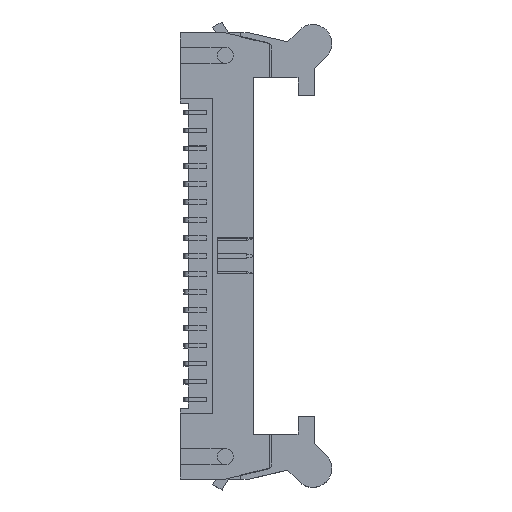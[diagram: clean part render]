
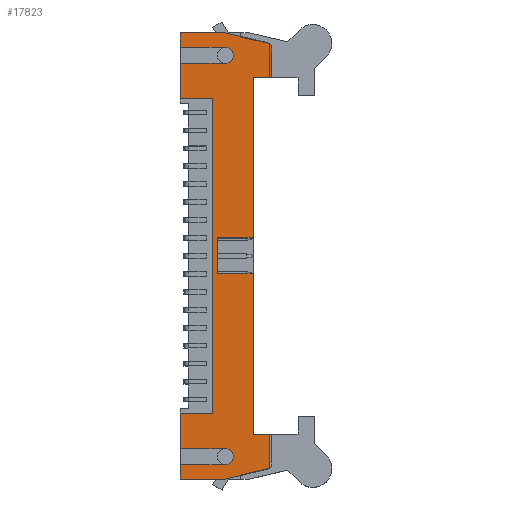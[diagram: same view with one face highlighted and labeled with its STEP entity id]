
A CAD part, top view. The second image highlights one B-rep face of the part: STEP entity #17823.
In plain terms, the highlighted face is planar.
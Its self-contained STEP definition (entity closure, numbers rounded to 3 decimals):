
#91=CIRCLE('',#19193,0.75);
#93=CIRCLE('',#19216,0.9);
#94=CIRCLE('',#19222,0.75);
#95=CIRCLE('',#19223,0.9);
#2430=ORIENTED_EDGE('',*,*,#6643,.F.);
#2431=ORIENTED_EDGE('',*,*,#6518,.F.);
#2432=ORIENTED_EDGE('',*,*,#6604,.F.);
#2433=ORIENTED_EDGE('',*,*,#6600,.F.);
#2434=ORIENTED_EDGE('',*,*,#6598,.F.);
#2435=ORIENTED_EDGE('',*,*,#6559,.F.);
#2436=ORIENTED_EDGE('',*,*,#6595,.F.);
#2437=ORIENTED_EDGE('',*,*,#6592,.F.);
#2438=ORIENTED_EDGE('',*,*,#6583,.F.);
#2439=ORIENTED_EDGE('',*,*,#6652,.F.);
#2440=ORIENTED_EDGE('',*,*,#6653,.T.);
#2441=ORIENTED_EDGE('',*,*,#6654,.T.);
#2442=ORIENTED_EDGE('',*,*,#6646,.F.);
#2443=ORIENTED_EDGE('',*,*,#6577,.F.);
#2444=ORIENTED_EDGE('',*,*,#6574,.F.);
#2445=ORIENTED_EDGE('',*,*,#6655,.F.);
#2446=ORIENTED_EDGE('',*,*,#6650,.F.);
#2447=ORIENTED_EDGE('',*,*,#6656,.F.);
#2448=ORIENTED_EDGE('',*,*,#6639,.F.);
#2449=ORIENTED_EDGE('',*,*,#6657,.F.);
#2450=ORIENTED_EDGE('',*,*,#6658,.F.);
#2451=ORIENTED_EDGE('',*,*,#6659,.F.);
#2452=ORIENTED_EDGE('',*,*,#6635,.F.);
#2453=ORIENTED_EDGE('',*,*,#6550,.F.);
#2454=ORIENTED_EDGE('',*,*,#6472,.F.);
#2455=ORIENTED_EDGE('',*,*,#6469,.T.);
#2456=ORIENTED_EDGE('',*,*,#6606,.F.);
#2457=ORIENTED_EDGE('',*,*,#6522,.F.);
#6469=EDGE_CURVE('',#8721,#8720,#10610,.T.);
#6472=EDGE_CURVE('',#8721,#8723,#10613,.T.);
#6518=EDGE_CURVE('',#8741,#8742,#10656,.T.);
#6522=EDGE_CURVE('',#8745,#8746,#10660,.T.);
#6550=EDGE_CURVE('',#8723,#8757,#10680,.T.);
#6559=EDGE_CURVE('',#8762,#8763,#91,.T.);
#6574=EDGE_CURVE('',#8771,#8772,#10699,.T.);
#6577=EDGE_CURVE('',#8772,#8774,#10702,.T.);
#6583=EDGE_CURVE('',#8779,#8776,#10708,.T.);
#6592=EDGE_CURVE('',#8776,#8785,#10716,.T.);
#6595=EDGE_CURVE('',#8785,#8762,#10719,.T.);
#6598=EDGE_CURVE('',#8763,#8787,#10722,.T.);
#6600=EDGE_CURVE('',#8787,#8788,#10724,.T.);
#6604=EDGE_CURVE('',#8788,#8741,#10728,.T.);
#6606=EDGE_CURVE('',#8746,#8720,#10730,.T.);
#6635=EDGE_CURVE('',#8757,#8795,#10759,.T.);
#6639=EDGE_CURVE('',#8798,#8799,#10763,.T.);
#6643=EDGE_CURVE('',#8742,#8745,#93,.T.);
#6646=EDGE_CURVE('',#8774,#8801,#10769,.T.);
#6650=EDGE_CURVE('',#8803,#8804,#10773,.T.);
#6652=EDGE_CURVE('',#8805,#8779,#10775,.T.);
#6653=EDGE_CURVE('',#8805,#8806,#10776,.T.);
#6654=EDGE_CURVE('',#8806,#8801,#10777,.T.);
#6655=EDGE_CURVE('',#8804,#8771,#94,.T.);
#6656=EDGE_CURVE('',#8799,#8803,#10778,.T.);
#6657=EDGE_CURVE('',#8807,#8798,#10779,.T.);
#6658=EDGE_CURVE('',#8808,#8807,#95,.T.);
#6659=EDGE_CURVE('',#8795,#8808,#10780,.T.);
#8720=VERTEX_POINT('',#26807);
#8721=VERTEX_POINT('',#26809);
#8723=VERTEX_POINT('',#26815);
#8741=VERTEX_POINT('',#26888);
#8742=VERTEX_POINT('',#26889);
#8745=VERTEX_POINT('',#26897);
#8746=VERTEX_POINT('',#26898);
#8757=VERTEX_POINT('',#26952);
#8762=VERTEX_POINT('',#26971);
#8763=VERTEX_POINT('',#26973);
#8771=VERTEX_POINT('',#27000);
#8772=VERTEX_POINT('',#27002);
#8774=VERTEX_POINT('',#27008);
#8776=VERTEX_POINT('',#27014);
#8779=VERTEX_POINT('',#27019);
#8785=VERTEX_POINT('',#27041);
#8787=VERTEX_POINT('',#27053);
#8788=VERTEX_POINT('',#27057);
#8795=VERTEX_POINT('',#27104);
#8798=VERTEX_POINT('',#27110);
#8799=VERTEX_POINT('',#27112);
#8801=VERTEX_POINT('',#27125);
#8803=VERTEX_POINT('',#27131);
#8804=VERTEX_POINT('',#27133);
#8805=VERTEX_POINT('',#27137);
#8806=VERTEX_POINT('',#27139);
#8807=VERTEX_POINT('',#27144);
#8808=VERTEX_POINT('',#27146);
#10610=LINE('',#26808,#13042);
#10613=LINE('',#26814,#13045);
#10656=LINE('',#26887,#13088);
#10660=LINE('',#26896,#13092);
#10680=LINE('',#26955,#13112);
#10699=LINE('',#27001,#13131);
#10702=LINE('',#27007,#13134);
#10708=LINE('',#27020,#13140);
#10716=LINE('',#27040,#13148);
#10719=LINE('',#27046,#13151);
#10722=LINE('',#27052,#13154);
#10724=LINE('',#27056,#13156);
#10728=LINE('',#27063,#13160);
#10730=LINE('',#27065,#13162);
#10759=LINE('',#27103,#13191);
#10763=LINE('',#27111,#13195);
#10769=LINE('',#27124,#13201);
#10773=LINE('',#27132,#13205);
#10775=LINE('',#27136,#13207);
#10776=LINE('',#27138,#13208);
#10777=LINE('',#27140,#13209);
#10778=LINE('',#27142,#13210);
#10779=LINE('',#27143,#13211);
#10780=LINE('',#27147,#13212);
#13042=VECTOR('',#21723,1000.);
#13045=VECTOR('',#21728,1000.);
#13088=VECTOR('',#21795,1000.);
#13092=VECTOR('',#21801,1000.);
#13112=VECTOR('',#21855,1000.);
#13131=VECTOR('',#21902,1000.);
#13134=VECTOR('',#21907,1000.);
#13140=VECTOR('',#21915,1000.);
#13148=VECTOR('',#21929,1000.);
#13151=VECTOR('',#21936,1000.);
#13154=VECTOR('',#21943,1000.);
#13156=VECTOR('',#21947,1000.);
#13160=VECTOR('',#21953,1000.);
#13162=VECTOR('',#21955,1000.);
#13191=VECTOR('',#21992,1000.);
#13195=VECTOR('',#21996,1000.);
#13201=VECTOR('',#22012,1000.);
#13205=VECTOR('',#22018,1000.);
#13207=VECTOR('',#22022,1000.);
#13208=VECTOR('',#22023,1000.);
#13209=VECTOR('',#22024,1000.);
#13210=VECTOR('',#22027,1000.);
#13211=VECTOR('',#22028,1000.);
#13212=VECTOR('',#22031,1000.);
#14827=EDGE_LOOP('',(#2430,#2431,#2432,#2433,#2434,#2435,#2436,#2437,#2438,
#2439,#2440,#2441,#2442,#2443,#2444,#2445,#2446,#2447,#2448,#2449,#2450,
#2451,#2452,#2453,#2454,#2455,#2456,#2457));
#15865=FACE_BOUND('',#14827,.T.);
#16867=PLANE('',#19221);
#17823=ADVANCED_FACE('',(#15865),#16867,.F.);
#19193=AXIS2_PLACEMENT_3D('',#26972,#21875,#21876);
#19216=AXIS2_PLACEMENT_3D('',#27118,#22002,#22003);
#19221=AXIS2_PLACEMENT_3D('',#27135,#22020,#22021);
#19222=AXIS2_PLACEMENT_3D('',#27141,#22025,#22026);
#19223=AXIS2_PLACEMENT_3D('',#27145,#22029,#22030);
#21723=DIRECTION('',(0.,0.,-1.));
#21728=DIRECTION('',(-1.,0.,0.));
#21795=DIRECTION('',(0.,0.,1.));
#21801=DIRECTION('',(0.,0.,-1.));
#21855=DIRECTION('',(0.,0.,-1.));
#21875=DIRECTION('',(0.,1.,0.));
#21876=DIRECTION('',(0.,0.,1.));
#21902=DIRECTION('',(1.,0.,0.));
#21907=DIRECTION('',(0.,0.,-1.));
#21915=DIRECTION('',(1.,0.,0.));
#21929=DIRECTION('',(0.,0.,1.));
#21936=DIRECTION('',(1.,0.,0.));
#21943=DIRECTION('',(0.225,0.,-0.974));
#21947=DIRECTION('',(0.,0.,-1.));
#21953=DIRECTION('',(-1.,0.,0.));
#21955=DIRECTION('',(-1.,0.,0.));
#21992=DIRECTION('',(-1.,0.,0.));
#21996=DIRECTION('',(-1.,0.,0.));
#22002=DIRECTION('',(0.,-1.,0.));
#22003=DIRECTION('',(1.,0.,0.));
#22012=DIRECTION('',(1.,0.,0.));
#22018=DIRECTION('',(0.225,0.,0.974));
#22020=DIRECTION('',(0.,1.,0.));
#22021=DIRECTION('',(0.,0.,1.));
#22022=DIRECTION('',(0.,0.,1.));
#22023=DIRECTION('',(-1.,0.,0.));
#22024=DIRECTION('',(0.,0.,1.));
#22025=DIRECTION('',(0.,1.,0.));
#22026=DIRECTION('',(0.,0.,1.));
#22027=DIRECTION('',(0.,0.,1.));
#22028=DIRECTION('',(0.,0.,-1.));
#22029=DIRECTION('',(0.,-1.,0.));
#22030=DIRECTION('',(1.,0.,0.));
#22031=DIRECTION('',(0.,0.,1.));
#26807=CARTESIAN_POINT('',(17.5,-3.,-5.));
#26808=CARTESIAN_POINT('',(17.5,-3.,-1.4));
#26809=CARTESIAN_POINT('',(17.5,-3.,-1.4));
#26814=CARTESIAN_POINT('',(17.5,-3.,-1.4));
#26815=CARTESIAN_POINT('',(-17.5,-3.,-1.4));
#26887=CARTESIAN_POINT('',(23.25,-3.,-5.));
#26888=CARTESIAN_POINT('',(23.25,-3.,-5.));
#26889=CARTESIAN_POINT('',(23.25,-3.,0.));
#26896=CARTESIAN_POINT('',(21.45,-3.,0.));
#26897=CARTESIAN_POINT('',(21.45,-3.,0.));
#26898=CARTESIAN_POINT('',(21.45,-3.,-5.));
#26952=CARTESIAN_POINT('',(-17.5,-3.,-5.));
#26955=CARTESIAN_POINT('',(-17.5,-3.,-1.4));
#26971=CARTESIAN_POINT('',(23.053,-3.,5.2));
#26972=CARTESIAN_POINT('',(23.053,-3.,4.45));
#26973=CARTESIAN_POINT('',(23.784,-3.,4.619));
#27000=CARTESIAN_POINT('',(-23.053,-3.,5.2));
#27001=CARTESIAN_POINT('',(-23.65,-3.,5.2));
#27002=CARTESIAN_POINT('',(-19.85,-3.,5.2));
#27007=CARTESIAN_POINT('',(-19.85,-3.,5.2));
#27008=CARTESIAN_POINT('',(-19.85,-3.,3.1));
#27014=CARTESIAN_POINT('',(19.85,-3.,3.1));
#27019=CARTESIAN_POINT('',(2.,-3.,3.1));
#27020=CARTESIAN_POINT('',(-19.85,-3.,3.1));
#27040=CARTESIAN_POINT('',(19.85,-3.,3.1));
#27041=CARTESIAN_POINT('',(19.85,-3.,5.2));
#27046=CARTESIAN_POINT('',(19.85,-3.,5.2));
#27052=CARTESIAN_POINT('',(23.65,-3.,5.2));
#27053=CARTESIAN_POINT('',(24.85,-3.,0.));
#27056=CARTESIAN_POINT('',(24.85,-3.,0.));
#27057=CARTESIAN_POINT('',(24.85,-3.,-5.));
#27063=CARTESIAN_POINT('',(24.85,-3.,-5.));
#27065=CARTESIAN_POINT('',(24.85,-3.,-5.));
#27103=CARTESIAN_POINT('',(-17.,-3.,-5.));
#27104=CARTESIAN_POINT('',(-21.45,-3.,-5.));
#27110=CARTESIAN_POINT('',(-23.25,-3.,-5.));
#27111=CARTESIAN_POINT('',(-17.,-3.,-5.));
#27112=CARTESIAN_POINT('',(-24.85,-3.,-5.));
#27118=CARTESIAN_POINT('',(22.35,-3.,0.));
#27124=CARTESIAN_POINT('',(-19.85,-3.,3.1));
#27125=CARTESIAN_POINT('',(-2.,-3.,3.1));
#27131=CARTESIAN_POINT('',(-24.85,-3.,0.));
#27132=CARTESIAN_POINT('',(-24.85,-3.,0.));
#27133=CARTESIAN_POINT('',(-23.784,-3.,4.619));
#27135=CARTESIAN_POINT('',(0.,-3.,0.));
#27136=CARTESIAN_POINT('',(2.,-3.,-0.9));
#27137=CARTESIAN_POINT('',(2.,-3.,-0.9));
#27138=CARTESIAN_POINT('',(2.,-3.,-0.9));
#27139=CARTESIAN_POINT('',(-2.,-3.,-0.9));
#27140=CARTESIAN_POINT('',(-2.,-3.,-0.9));
#27141=CARTESIAN_POINT('',(-23.053,-3.,4.45));
#27142=CARTESIAN_POINT('',(-24.85,-3.,-5.));
#27143=CARTESIAN_POINT('',(-23.25,-3.,0.));
#27144=CARTESIAN_POINT('',(-23.25,-3.,0.));
#27145=CARTESIAN_POINT('',(-22.35,-3.,0.));
#27146=CARTESIAN_POINT('',(-21.45,-3.,0.));
#27147=CARTESIAN_POINT('',(-21.45,-3.,-5.));
